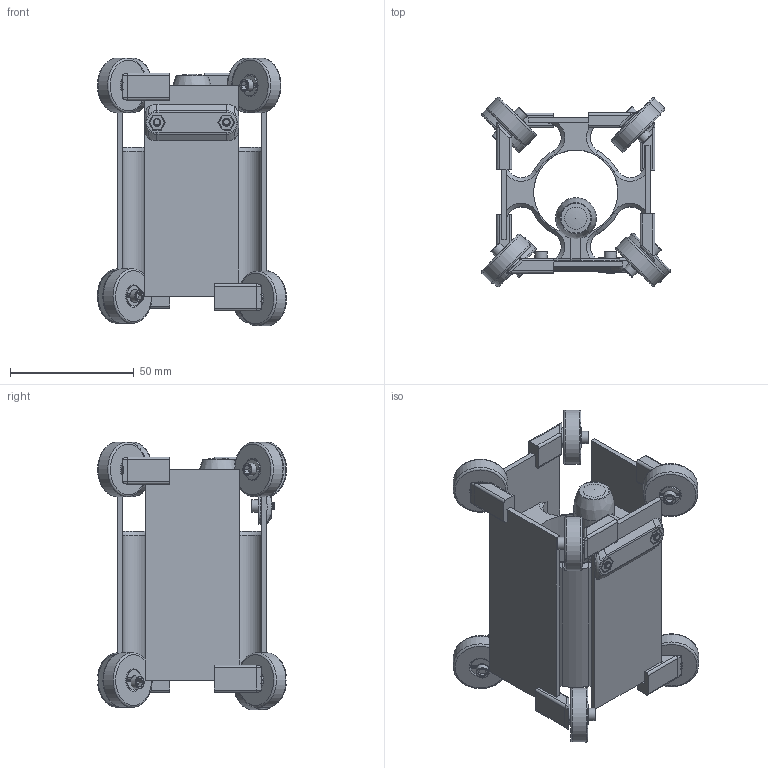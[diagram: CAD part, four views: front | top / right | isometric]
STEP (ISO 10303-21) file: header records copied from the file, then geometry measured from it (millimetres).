
FILE_DESCRIPTION(/* description */ (''),/* implementation_level */ '2;1');
FILE_NAME(/* name */ 'Micro ROV 4 v9.step',/* time_stamp */ '2019-05-09T15:02:44-04:00',/* author */ ('gabrielgonzalezcarvalho'),/* organization */ (''),/* preprocessor_version */ 'ST-DEVELOPER v18',/* originating_system */ 'Autodesk Translation Framework v8.2.0.1029',/* authorisation */ '');
FILE_SCHEMA (('AUTOMOTIVE_DESIGN { 1 0 10303 214 3 1 1 }'));
Length unit declared in the file: millimetre
Products named in the file (16): Micro ROV 4; Shorud; Wheels; Component3; Component3_1; Component3_2; Component3_3; Component3_4; Component3_5; Component3_6; Component3_7; 608 Bearing; MIcro ROV camera; screws; m3 screw v1; m3 nut
Assembly tree (33 placements, depth 4):
  Micro ROV 4
    Shorud
    Wheels
      Component3
        608 Bearing
      Component3_1
        608 Bearing
      Component3_2
        608 Bearing
      Component3_3
        608 Bearing
      Component3_4
        608 Bearing
      Component3_5
        608 Bearing
      Component3_6
        608 Bearing
      Component3_7
        608 Bearing
    MIcro ROV camera
    screws
      m3 screw v1  x11
      m3 nut  x2
Bounding box: 76.31 x 76.29 x 108.02 mm (x, y, z)
Volume: 105302.6 mm3; surface area: 64595.9 mm2
Topology: 35 solids, 35 shells, 1166 faces, 2915 edges, 1824 vertices
Faces by surface type: cylinder 646, plane 364, torus 74, bspline 58, cone 24
Full cylindrical faces by diameter (mm): 2 x2, 2.356 x132, 2.529 x8, 2.8 x1, 2.927 x121, 3 x3, 3.086 x8, 5 x11, 8 x8, 9 x2, 12.6 x1, 16.55 x1, 22 x8, 34 x1
Entity records: 20933 total; most frequent: CARTESIAN_POINT 6909, DIRECTION 2882, ORIENTED_EDGE 2816, EDGE_CURVE 1408, AXIS2_PLACEMENT_3D 1052, VERTEX_POINT 877, LINE 778, VECTOR 778
